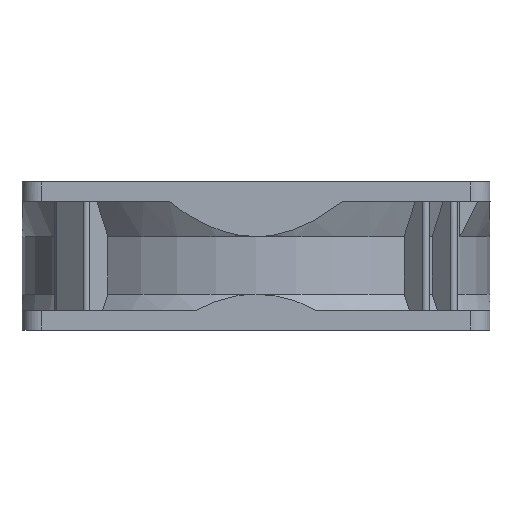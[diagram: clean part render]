
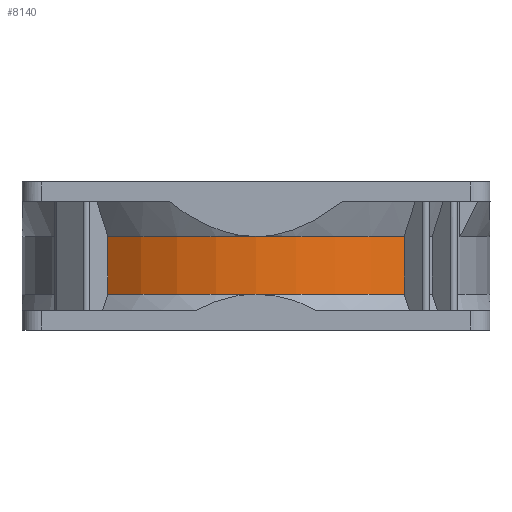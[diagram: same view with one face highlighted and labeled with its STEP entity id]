
A CAD part, front view. The second image highlights one B-rep face of the part: STEP entity #8140.
In plain terms, the highlighted cylindrical face has radius 60 mm (diameter 120 mm), a partial arc.
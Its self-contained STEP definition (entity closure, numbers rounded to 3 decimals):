
#25 = DIRECTION ( 'NONE',  ( 0., 0., 1. ) ) ;
#444 = AXIS2_PLACEMENT_3D ( 'NONE', #14572, #9885, #5447 ) ;
#757 = LINE ( 'NONE', #867, #12298 ) ;
#815 = CIRCLE ( 'NONE', #2737, 60. ) ;
#867 = CARTESIAN_POINT ( 'NONE',  ( -37.971, -46.456, 19. ) ) ;
#1694 = VECTOR ( 'NONE', #15605, 1000. ) ;
#1723 = CARTESIAN_POINT ( 'NONE',  ( -37.971, -46.456, 24. ) ) ;
#2737 = AXIS2_PLACEMENT_3D ( 'NONE', #9292, #25, #16902 ) ;
#2941 = EDGE_CURVE ( 'NONE', #10995, #14922, #6232, .T. ) ;
#3029 = CARTESIAN_POINT ( 'NONE',  ( 37.971, -46.456, 24. ) ) ;
#3346 = CARTESIAN_POINT ( 'NONE',  ( 37.971, -46.456, 19. ) ) ;
#4248 = EDGE_LOOP ( 'NONE', ( #13461, #5921, #6249, #16043, #6700, #8582 ) ) ;
#5224 = CYLINDRICAL_SURFACE ( 'NONE', #7043, 60. ) ;
#5447 = DIRECTION ( 'NONE',  ( -1., 0., 0. ) ) ;
#5744 = DIRECTION ( 'NONE',  ( 0., 0., 1. ) ) ;
#5921 = ORIENTED_EDGE ( 'NONE', *, *, #16290, .T. ) ;
#6195 = DIRECTION ( 'NONE',  ( 0., 0., 1. ) ) ;
#6232 = CIRCLE ( 'NONE', #7394, 60. ) ;
#6249 = ORIENTED_EDGE ( 'NONE', *, *, #16566, .F. ) ;
#6700 = ORIENTED_EDGE ( 'NONE', *, *, #19232, .F. ) ;
#6891 = DIRECTION ( 'NONE',  ( 0., 0., 1. ) ) ;
#7043 = AXIS2_PLACEMENT_3D ( 'NONE', #7601, #18667, #14019 ) ;
#7394 = AXIS2_PLACEMENT_3D ( 'NONE', #16152, #6891, #14735 ) ;
#7479 = AXIS2_PLACEMENT_3D ( 'NONE', #7791, #6195, #16949 ) ;
#7601 = CARTESIAN_POINT ( 'NONE',  ( 0., 0., 24.296 ) ) ;
#7791 = CARTESIAN_POINT ( 'NONE',  ( 0., 0., 24. ) ) ;
#8140 = ADVANCED_FACE ( 'NONE', ( #18784 ), #5224, .T. ) ;
#8231 = CIRCLE ( 'NONE', #444, 60. ) ;
#8582 = ORIENTED_EDGE ( 'NONE', *, *, #10791, .T. ) ;
#9292 = CARTESIAN_POINT ( 'NONE',  ( 0., 0., 9.2 ) ) ;
#9350 = VERTEX_POINT ( 'NONE', #3029 ) ;
#9885 = DIRECTION ( 'NONE',  ( 0., 0., 1. ) ) ;
#10791 = EDGE_CURVE ( 'NONE', #19610, #13737, #815, .T. ) ;
#10995 = VERTEX_POINT ( 'NONE', #1723 ) ;
#11841 = LINE ( 'NONE', #3346, #1694 ) ;
#12298 = VECTOR ( 'NONE', #5744, 1000. ) ;
#12556 = VERTEX_POINT ( 'NONE', #14436 ) ;
#12561 = CIRCLE ( 'NONE', #7479, 60. ) ;
#13461 = ORIENTED_EDGE ( 'NONE', *, *, #15981, .T. ) ;
#13737 = VERTEX_POINT ( 'NONE', #16832 ) ;
#13917 = CARTESIAN_POINT ( 'NONE',  ( 0., -60., 24. ) ) ;
#14019 = DIRECTION ( 'NONE',  ( -1., 0., 0. ) ) ;
#14436 = CARTESIAN_POINT ( 'NONE',  ( 37.971, -46.456, 9.2 ) ) ;
#14572 = CARTESIAN_POINT ( 'NONE',  ( 0., 0., 9.2 ) ) ;
#14735 = DIRECTION ( 'NONE',  ( 0.707, 0.707, 0. ) ) ;
#14922 = VERTEX_POINT ( 'NONE', #13917 ) ;
#15605 = DIRECTION ( 'NONE',  ( 0., 0., 1. ) ) ;
#15981 = EDGE_CURVE ( 'NONE', #13737, #12556, #8231, .T. ) ;
#16043 = ORIENTED_EDGE ( 'NONE', *, *, #2941, .F. ) ;
#16152 = CARTESIAN_POINT ( 'NONE',  ( 0., 0., 24. ) ) ;
#16290 = EDGE_CURVE ( 'NONE', #12556, #9350, #11841, .T. ) ;
#16566 = EDGE_CURVE ( 'NONE', #14922, #9350, #12561, .T. ) ;
#16832 = CARTESIAN_POINT ( 'NONE',  ( 0., -60., 9.2 ) ) ;
#16902 = DIRECTION ( 'NONE',  ( -1., 0., 0. ) ) ;
#16949 = DIRECTION ( 'NONE',  ( 0.707, 0.707, 0. ) ) ;
#18126 = CARTESIAN_POINT ( 'NONE',  ( -37.971, -46.456, 9.2 ) ) ;
#18667 = DIRECTION ( 'NONE',  ( 0., 0., -1. ) ) ;
#18784 = FACE_OUTER_BOUND ( 'NONE', #4248, .T. ) ;
#19232 = EDGE_CURVE ( 'NONE', #19610, #10995, #757, .T. ) ;
#19610 = VERTEX_POINT ( 'NONE', #18126 ) ;
